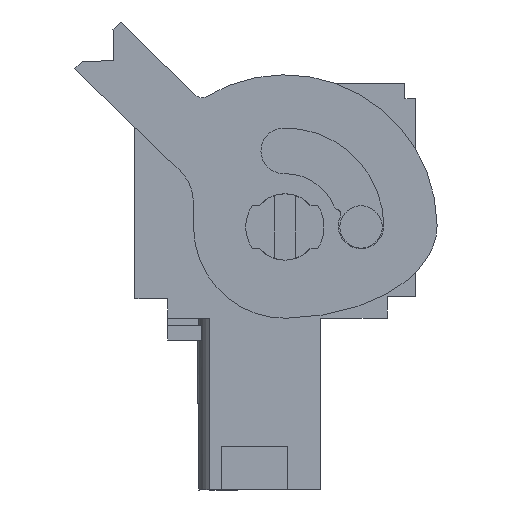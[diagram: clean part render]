
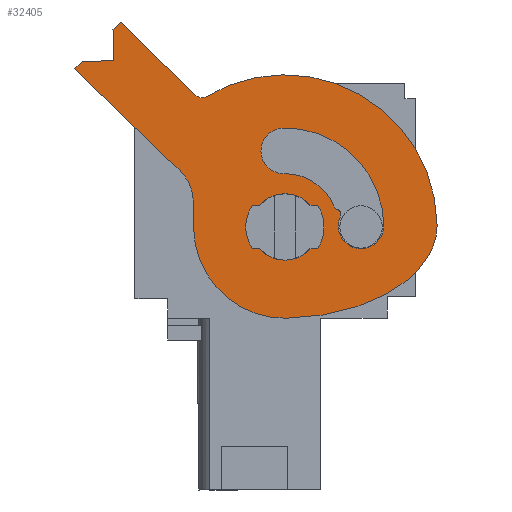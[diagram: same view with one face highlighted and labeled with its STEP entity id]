
A CAD part, left-side view. The second image highlights one B-rep face of the part: STEP entity #32405.
In plain terms, the highlighted planar face has unit normal (-1, 0, 0).
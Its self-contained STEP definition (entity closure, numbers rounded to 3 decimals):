
#31744=AXIS2_PLACEMENT_3D('Circle Axis2P3D',#31742,#31743,$) ;
#31947=AXIS2_PLACEMENT_3D('Circle Axis2P3D',#31945,#31946,$) ;
#31978=AXIS2_PLACEMENT_3D('Circle Axis2P3D',#31976,#31977,$) ;
#32131=AXIS2_PLACEMENT_3D('Circle Axis2P3D',#32129,#32130,$) ;
#32162=AXIS2_PLACEMENT_3D('Circle Axis2P3D',#32160,#32161,$) ;
#32186=AXIS2_PLACEMENT_3D('Circle Axis2P3D',#32184,#32185,$) ;
#32210=AXIS2_PLACEMENT_3D('Circle Axis2P3D',#32208,#32209,$) ;
#32234=AXIS2_PLACEMENT_3D('Circle Axis2P3D',#32232,#32233,$) ;
#32251=AXIS2_PLACEMENT_3D('Circle Axis2P3D',#32249,#32250,$) ;
#32268=AXIS2_PLACEMENT_3D('Circle Axis2P3D',#32266,#32267,$) ;
#32316=AXIS2_PLACEMENT_3D('Circle Axis2P3D',#32314,#32315,$) ;
#32372=AXIS2_PLACEMENT_3D('Plane Axis2P3D',#32369,#32370,#32371) ;
#32390=AXIS2_PLACEMENT_3D('Circle Axis2P3D',#32388,#32389,$) ;
#31739=CARTESIAN_POINT('Vertex',(0.5,6.999,13.625)) ;
#31742=CARTESIAN_POINT('Axis2P3D Location',(0.5,6.999,12.1)) ;
#31746=CARTESIAN_POINT('Vertex',(0.5,6.999,10.575)) ;
#31942=CARTESIAN_POINT('Vertex',(0.5,10.607,18.099)) ;
#31945=CARTESIAN_POINT('Axis2P3D Location',(0.5,6.999,12.1)) ;
#31949=CARTESIAN_POINT('Vertex',(0.5,0.,12.21)) ;
#31973=CARTESIAN_POINT('Vertex',(0.5,6.933,7.901)) ;
#31976=CARTESIAN_POINT('Axis2P3D Location',(0.5,6.999,12.1)) ;
#31980=CARTESIAN_POINT('Vertex',(0.5,11.198,12.034)) ;
#32004=CARTESIAN_POINT('Vertex',(0.5,16.66,19.374)) ;
#32007=CARTESIAN_POINT('Line Origine',(0.5,16.492,19.547)) ;
#32011=CARTESIAN_POINT('Vertex',(0.5,16.324,19.72)) ;
#32031=CARTESIAN_POINT('Line Origine',(0.5,15.605,19.732)) ;
#32035=CARTESIAN_POINT('Vertex',(0.5,14.886,19.743)) ;
#32055=CARTESIAN_POINT('Line Origine',(0.5,14.897,20.462)) ;
#32059=CARTESIAN_POINT('Vertex',(0.5,14.909,21.181)) ;
#32074=CARTESIAN_POINT('Line Origine',(0.5,14.741,21.355)) ;
#32078=CARTESIAN_POINT('Vertex',(0.5,14.573,21.528)) ;
#32098=CARTESIAN_POINT('Line Origine',(0.5,12.832,19.841)) ;
#32102=CARTESIAN_POINT('Vertex',(0.5,11.091,18.154)) ;
#32126=CARTESIAN_POINT('Vertex',(0.5,7.038,14.55)) ;
#32129=CARTESIAN_POINT('Axis2P3D Location',(0.5,6.999,12.1)) ;
#32133=CARTESIAN_POINT('Vertex',(0.5,4.727,13.018)) ;
#32157=CARTESIAN_POINT('Vertex',(0.5,4.583,12.897)) ;
#32160=CARTESIAN_POINT('Axis2P3D Location',(0.5,4.624,12.701)) ;
#32164=CARTESIAN_POINT('Vertex',(0.5,4.444,12.614)) ;
#32184=CARTESIAN_POINT('Axis2P3D Location',(0.5,4.542,13.093)) ;
#32205=CARTESIAN_POINT('Vertex',(0.5,7.071,16.649)) ;
#32208=CARTESIAN_POINT('Axis2P3D Location',(0.5,7.054,15.6)) ;
#32229=CARTESIAN_POINT('Vertex',(0.5,2.45,12.172)) ;
#32232=CARTESIAN_POINT('Axis2P3D Location',(0.5,6.999,12.1)) ;
#32249=CARTESIAN_POINT('Axis2P3D Location',(0.5,3.499,12.155)) ;
#32266=CARTESIAN_POINT('Axis2P3D Location',(0.5,10.813,18.442)) ;
#32287=CARTESIAN_POINT('Vertex',(0.5,11.826,14.689)) ;
#32290=CARTESIAN_POINT('Line Origine',(0.5,14.243,17.031)) ;
#32311=CARTESIAN_POINT('Vertex',(0.5,11.218,13.284)) ;
#32314=CARTESIAN_POINT('Axis2P3D Location',(0.5,13.218,13.253)) ;
#32331=CARTESIAN_POINT('Line Origine',(0.5,11.208,12.659)) ;
#32352=CARTESIAN_POINT('Control Point',(0.5,6.933,7.901)) ;
#32353=CARTESIAN_POINT('Control Point',(0.5,5.853,7.917)) ;
#32354=CARTESIAN_POINT('Control Point',(0.5,4.775,8.059)) ;
#32355=CARTESIAN_POINT('Control Point',(0.5,3.734,8.326)) ;
#32356=CARTESIAN_POINT('Control Point',(0.5,1.928,9.07)) ;
#32357=CARTESIAN_POINT('Control Point',(0.5,0.648,10.227)) ;
#32358=CARTESIAN_POINT('Control Point',(0.5,0.205,10.857)) ;
#32359=CARTESIAN_POINT('Control Point',(0.5,-0.011,11.535)) ;
#32360=CARTESIAN_POINT('Control Point',(0.5,0.,12.21)) ;
#32369=CARTESIAN_POINT('Axis2P3D Location',(0.5,8.399,24.2)) ;
#32388=CARTESIAN_POINT('Axis2P3D Location',(0.5,6.999,12.1)) ;
#31743=DIRECTION('Axis2P3D Direction',(-1.,0.,0.)) ;
#31946=DIRECTION('Axis2P3D Direction',(-1.,0.,0.)) ;
#31977=DIRECTION('Axis2P3D Direction',(-1.,0.,0.)) ;
#32008=DIRECTION('Vector Direction',(0.,-0.696,0.718)) ;
#32032=DIRECTION('Vector Direction',(0.,-1.,0.016)) ;
#32056=DIRECTION('Vector Direction',(0.,0.016,1.)) ;
#32075=DIRECTION('Vector Direction',(0.,-0.696,0.718)) ;
#32099=DIRECTION('Vector Direction',(0.,-0.718,-0.696)) ;
#32130=DIRECTION('Axis2P3D Direction',(-1.,0.,0.)) ;
#32161=DIRECTION('Axis2P3D Direction',(-1.,0.,0.)) ;
#32185=DIRECTION('Axis2P3D Direction',(-1.,0.,0.)) ;
#32209=DIRECTION('Axis2P3D Direction',(-1.,0.,0.)) ;
#32233=DIRECTION('Axis2P3D Direction',(-1.,0.,0.)) ;
#32250=DIRECTION('Axis2P3D Direction',(-1.,0.,0.)) ;
#32267=DIRECTION('Axis2P3D Direction',(-1.,0.,0.)) ;
#32291=DIRECTION('Vector Direction',(0.,-0.718,-0.696)) ;
#32315=DIRECTION('Axis2P3D Direction',(-1.,0.,0.)) ;
#32332=DIRECTION('Vector Direction',(0.,-0.016,-1.)) ;
#32370=DIRECTION('Axis2P3D Direction',(1.,0.,0.)) ;
#32371=DIRECTION('Axis2P3D XDirection',(0.,0.,-1.)) ;
#32389=DIRECTION('Axis2P3D Direction',(1.,0.,0.)) ;
#32009=VECTOR('Line Direction',#32008,1.) ;
#32033=VECTOR('Line Direction',#32032,1.) ;
#32057=VECTOR('Line Direction',#32056,1.) ;
#32076=VECTOR('Line Direction',#32075,1.) ;
#32100=VECTOR('Line Direction',#32099,1.) ;
#32292=VECTOR('Line Direction',#32291,1.) ;
#32333=VECTOR('Line Direction',#32332,1.) ;
#32375=ORIENTED_EDGE('',*,*,#32361,.T.) ;
#32376=ORIENTED_EDGE('',*,*,#31951,.F.) ;
#32377=ORIENTED_EDGE('',*,*,#32270,.T.) ;
#32378=ORIENTED_EDGE('',*,*,#32104,.F.) ;
#32379=ORIENTED_EDGE('',*,*,#32080,.F.) ;
#32380=ORIENTED_EDGE('',*,*,#32061,.F.) ;
#32381=ORIENTED_EDGE('',*,*,#32037,.F.) ;
#32382=ORIENTED_EDGE('',*,*,#32013,.F.) ;
#32383=ORIENTED_EDGE('',*,*,#32294,.T.) ;
#32384=ORIENTED_EDGE('',*,*,#32318,.T.) ;
#32385=ORIENTED_EDGE('',*,*,#32335,.T.) ;
#32386=ORIENTED_EDGE('',*,*,#31982,.F.) ;
#32394=ORIENTED_EDGE('',*,*,#32392,.T.) ;
#32395=ORIENTED_EDGE('',*,*,#31748,.T.) ;
#32398=ORIENTED_EDGE('',*,*,#32236,.T.) ;
#32399=ORIENTED_EDGE('',*,*,#32253,.T.) ;
#32400=ORIENTED_EDGE('',*,*,#32166,.F.) ;
#32401=ORIENTED_EDGE('',*,*,#32188,.T.) ;
#32402=ORIENTED_EDGE('',*,*,#32135,.F.) ;
#32403=ORIENTED_EDGE('',*,*,#32212,.T.) ;
#32396=FACE_BOUND('',#32393,.T.) ;
#32404=FACE_BOUND('',#32397,.T.) ;
#32405=ADVANCED_FACE('L\X2\00F6\X0\sehebel.2',(#32387,#32396,#32404),#32373,.F.) ;
#32351=B_SPLINE_CURVE_WITH_KNOTS('',5,(#32352,#32353,#32354,#32355,#32356,#32357,#32358,#32359,#32360),.UNSPECIFIED.,.F.,.U.,(6,3,6),(0.,8.296,15.673),.UNSPECIFIED.) ;
#31745=CIRCLE('generated circle',#31744,1.525) ;
#31948=CIRCLE('generated circle',#31947,7.) ;
#31979=CIRCLE('generated circle',#31978,4.2) ;
#32132=CIRCLE('generated circle',#32131,2.45) ;
#32163=CIRCLE('generated circle',#32162,0.2) ;
#32187=CIRCLE('generated circle',#32186,0.2) ;
#32211=CIRCLE('generated circle',#32210,1.05) ;
#32235=CIRCLE('generated circle',#32234,4.55) ;
#32252=CIRCLE('generated circle',#32251,1.05) ;
#32269=CIRCLE('generated circle',#32268,0.4) ;
#32317=CIRCLE('generated circle',#32316,2.) ;
#32391=CIRCLE('generated circle',#32390,1.525) ;
#31748=EDGE_CURVE('',#31747,#31740,#31745,.F.) ;
#31951=EDGE_CURVE('',#31943,#31950,#31948,.F.) ;
#31982=EDGE_CURVE('',#31974,#31981,#31979,.F.) ;
#32013=EDGE_CURVE('',#32005,#32012,#32010,.T.) ;
#32037=EDGE_CURVE('',#32012,#32036,#32034,.T.) ;
#32061=EDGE_CURVE('',#32036,#32060,#32058,.T.) ;
#32080=EDGE_CURVE('',#32060,#32079,#32077,.T.) ;
#32104=EDGE_CURVE('',#32079,#32103,#32101,.T.) ;
#32135=EDGE_CURVE('',#32127,#32134,#32132,.F.) ;
#32166=EDGE_CURVE('',#32158,#32165,#32163,.F.) ;
#32188=EDGE_CURVE('',#32158,#32134,#32187,.F.) ;
#32212=EDGE_CURVE('',#32127,#32206,#32211,.F.) ;
#32236=EDGE_CURVE('',#32206,#32230,#32235,.F.) ;
#32253=EDGE_CURVE('',#32230,#32165,#32252,.F.) ;
#32270=EDGE_CURVE('',#31943,#32103,#32269,.F.) ;
#32294=EDGE_CURVE('',#32005,#32288,#32293,.T.) ;
#32318=EDGE_CURVE('',#32288,#32312,#32317,.F.) ;
#32335=EDGE_CURVE('',#32312,#31981,#32334,.T.) ;
#32361=EDGE_CURVE('',#31974,#31950,#32351,.T.) ;
#32392=EDGE_CURVE('',#31740,#31747,#32391,.T.) ;
#32374=EDGE_LOOP('',(#32375,#32376,#32377,#32378,#32379,#32380,#32381,#32382,#32383,#32384,#32385,#32386)) ;
#32393=EDGE_LOOP('',(#32394,#32395)) ;
#32397=EDGE_LOOP('',(#32398,#32399,#32400,#32401,#32402,#32403)) ;
#32387=FACE_OUTER_BOUND('',#32374,.T.) ;
#32010=LINE('Line',#32007,#32009) ;
#32034=LINE('Line',#32031,#32033) ;
#32058=LINE('Line',#32055,#32057) ;
#32077=LINE('Line',#32074,#32076) ;
#32101=LINE('Line',#32098,#32100) ;
#32293=LINE('Line',#32290,#32292) ;
#32334=LINE('Line',#32331,#32333) ;
#32373=PLANE('',#32372) ;
#31740=VERTEX_POINT('',#31739) ;
#31747=VERTEX_POINT('',#31746) ;
#31943=VERTEX_POINT('',#31942) ;
#31950=VERTEX_POINT('',#31949) ;
#31974=VERTEX_POINT('',#31973) ;
#31981=VERTEX_POINT('',#31980) ;
#32005=VERTEX_POINT('',#32004) ;
#32012=VERTEX_POINT('',#32011) ;
#32036=VERTEX_POINT('',#32035) ;
#32060=VERTEX_POINT('',#32059) ;
#32079=VERTEX_POINT('',#32078) ;
#32103=VERTEX_POINT('',#32102) ;
#32127=VERTEX_POINT('',#32126) ;
#32134=VERTEX_POINT('',#32133) ;
#32158=VERTEX_POINT('',#32157) ;
#32165=VERTEX_POINT('',#32164) ;
#32206=VERTEX_POINT('',#32205) ;
#32230=VERTEX_POINT('',#32229) ;
#32288=VERTEX_POINT('',#32287) ;
#32312=VERTEX_POINT('',#32311) ;
